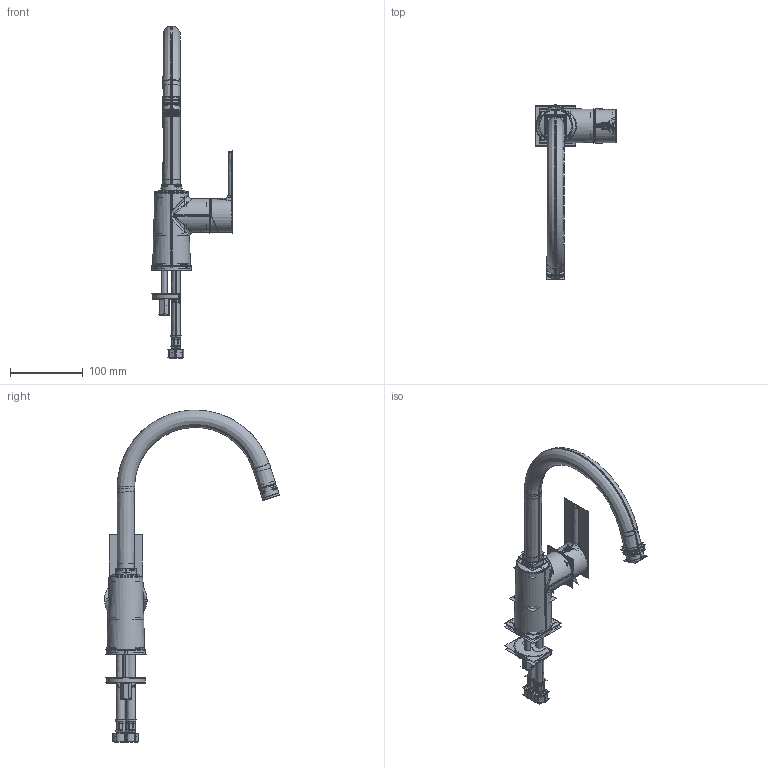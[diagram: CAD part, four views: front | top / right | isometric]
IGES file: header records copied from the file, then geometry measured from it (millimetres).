
Start section:  PTC IGES file: FFAS5625-5015L0BC0.igs
Global section: file name: FFAS5625-5015L0BC0.igs; native system: Creo Parametric by PTC Inc.; preprocessor: 2019224; author: 10114295; organization: Unknown; date: 20220122.143831; units: millimetre
Bounding box: 112.58 x 241.31 x 457.22 mm (x, y, z)
Volume: 1166004.9 mm3; surface area: 5318540 mm2
Topology: 49 solids, 52 shells, 3116 faces, 20294 edges, 29035 vertices
Faces by surface type: revolution 1756, bspline 1352, extrusion 8
